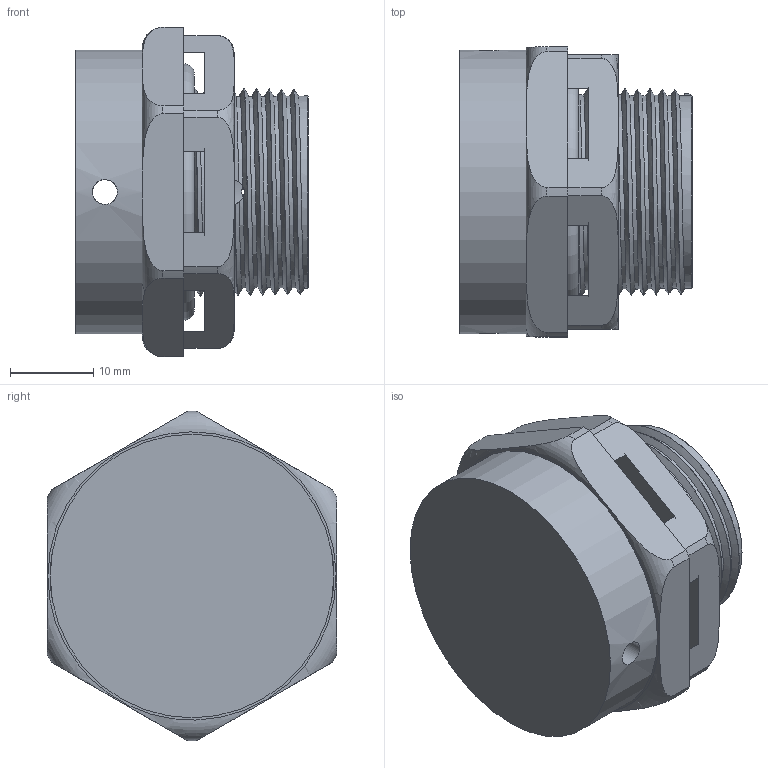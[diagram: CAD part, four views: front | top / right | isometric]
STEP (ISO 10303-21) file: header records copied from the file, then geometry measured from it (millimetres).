
FILE_DESCRIPTION(/* description */ ('EE-Stutzen NPT 3/4"'),/* implementation_level */ '2;1');
FILE_NAME(/* name */ '74000035-RST.stp',/* time_stamp */ '2020-04-15T10:49:25+02:00',/* author */ ('sl'),/* organization */ (''),/* preprocessor_version */ 'ST-DEVELOPER v16.5',/* originating_system */ 'Autodesk Inventor 2017',/* authorisation */ '');
FILE_SCHEMA (('AUTOMOTIVE_DESIGN { 1 0 10303 214 3 1 1 }'));
Length unit declared in the file: millimetre
Products named in the file (5): 74000035; 74000035_1; 74000035_2; 74000035_3; 74000035_4
Assembly tree (4 placements, depth 2):
  74000035
    74000035_1
    74000035_2
    74000035_3
    74000035_4
Bounding box: 28 x 34.9 x 39.7 mm (x, y, z)
Volume: 18540 mm3; surface area: 11232.3 mm2
Topology: 7 solids, 7 shells, 108 faces, 297 edges, 196 vertices
Faces by surface type: cylinder 35, plane 29, bspline 21, cone 14, torus 9
Full cylindrical faces by diameter (mm): 3 x5, 5 x1, 13.3 x2, 34.16 x1
Entity records: 7119 total; most frequent: CARTESIAN_POINT 4603, ORIENTED_EDGE 514, DIRECTION 429, EDGE_CURVE 257, AXIS2_PLACEMENT_3D 179, VERTEX_POINT 177, EDGE_LOOP 136, FACE_OUTER_BOUND 108
